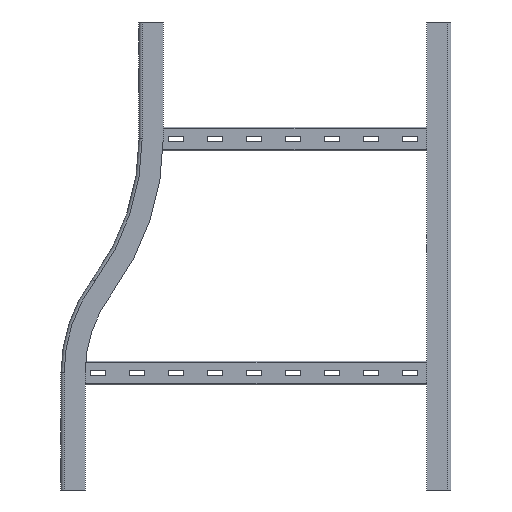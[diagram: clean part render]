
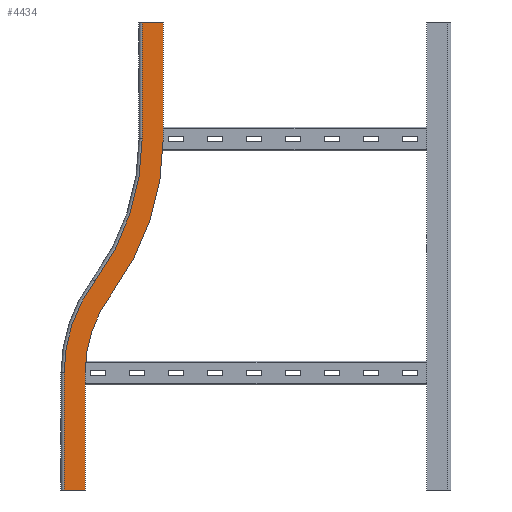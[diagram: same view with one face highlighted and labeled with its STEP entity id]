
A CAD part, front view. The second image highlights one B-rep face of the part: STEP entity #4434.
In plain terms, the highlighted planar face has unit normal (0, -1, 0).
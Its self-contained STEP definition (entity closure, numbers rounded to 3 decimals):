
#134=CIRCLE('',#4778,196.);
#135=CIRCLE('',#4780,169.);
#156=CIRCLE('',#4811,304.);
#157=CIRCLE('',#4813,331.);
#318=FACE_OUTER_BOUND('',#583,.T.);
#583=EDGE_LOOP('',(#3204,#3205,#3206,#3207,#3208,#3209,#3210,#3211,#3212,
#3213));
#864=LINE('',#6488,#1393);
#866=LINE('',#6494,#1395);
#879=LINE('',#6607,#1408);
#933=LINE('',#6721,#1462);
#934=LINE('',#6723,#1463);
#935=LINE('',#6724,#1464);
#1393=VECTOR('',#5199,10.);
#1395=VECTOR('',#5203,10.);
#1408=VECTOR('',#5350,10.);
#1462=VECTOR('',#5464,10.);
#1463=VECTOR('',#5465,10.);
#1464=VECTOR('',#5466,10.);
#1919=VERTEX_POINT('',#6484);
#1920=VERTEX_POINT('',#6486);
#1922=VERTEX_POINT('',#6491);
#1923=VERTEX_POINT('',#6493);
#1938=VERTEX_POINT('',#6543);
#1940=VERTEX_POINT('',#6548);
#1954=VERTEX_POINT('',#6597);
#1956=VERTEX_POINT('',#6602);
#1986=VERTEX_POINT('',#6717);
#1987=VERTEX_POINT('',#6722);
#2318=EDGE_CURVE('',#1919,#1920,#864,.T.);
#2320=EDGE_CURVE('',#1922,#1923,#866,.T.);
#2346=EDGE_CURVE('',#1938,#1919,#134,.T.);
#2348=EDGE_CURVE('',#1940,#1922,#135,.T.);
#2373=EDGE_CURVE('',#1954,#1938,#156,.T.);
#2375=EDGE_CURVE('',#1956,#1940,#157,.T.);
#2377=EDGE_CURVE('',#1923,#1920,#879,.T.);
#2437=EDGE_CURVE('',#1954,#1986,#933,.T.);
#2438=EDGE_CURVE('',#1987,#1956,#934,.T.);
#2439=EDGE_CURVE('',#1986,#1987,#935,.T.);
#3204=ORIENTED_EDGE('',*,*,#2437,.F.);
#3205=ORIENTED_EDGE('',*,*,#2373,.T.);
#3206=ORIENTED_EDGE('',*,*,#2346,.T.);
#3207=ORIENTED_EDGE('',*,*,#2318,.T.);
#3208=ORIENTED_EDGE('',*,*,#2377,.F.);
#3209=ORIENTED_EDGE('',*,*,#2320,.F.);
#3210=ORIENTED_EDGE('',*,*,#2348,.F.);
#3211=ORIENTED_EDGE('',*,*,#2375,.F.);
#3212=ORIENTED_EDGE('',*,*,#2438,.F.);
#3213=ORIENTED_EDGE('',*,*,#2439,.F.);
#4198=PLANE('',#4845);
#4434=ADVANCED_FACE('',(#318),#4198,.F.);
#4778=AXIS2_PLACEMENT_3D('',#6545,#5268,#5269);
#4780=AXIS2_PLACEMENT_3D('',#6550,#5273,#5274);
#4811=AXIS2_PLACEMENT_3D('',#6599,#5339,#5340);
#4813=AXIS2_PLACEMENT_3D('',#6604,#5344,#5345);
#4845=AXIS2_PLACEMENT_3D('',#6720,#5462,#5463);
#5199=DIRECTION('',(0.,0.,-1.));
#5203=DIRECTION('',(0.,0.,-1.));
#5268=DIRECTION('center_axis',(0.,-1.,0.));
#5269=DIRECTION('ref_axis',(-0.8,0.,0.6));
#5273=DIRECTION('center_axis',(0.,-1.,0.));
#5274=DIRECTION('ref_axis',(-0.8,0.,0.6));
#5339=DIRECTION('center_axis',(0.,1.,0.));
#5340=DIRECTION('ref_axis',(1.,0.,0.));
#5344=DIRECTION('center_axis',(0.,1.,0.));
#5345=DIRECTION('ref_axis',(1.,0.,0.));
#5350=DIRECTION('',(-1.,0.,0.));
#5462=DIRECTION('center_axis',(0.,1.,0.));
#5463=DIRECTION('ref_axis',(0.,0.,1.));
#5464=DIRECTION('',(0.,0.,1.));
#5465=DIRECTION('',(0.,0.,-1.));
#5466=DIRECTION('',(1.,0.,0.));
#6484=CARTESIAN_POINT('',(-127.,0.,-300.));
#6486=CARTESIAN_POINT('',(-127.,0.,-450.));
#6488=CARTESIAN_POINT('',(-127.,0.,-300.));
#6491=CARTESIAN_POINT('',(-100.,0.,-300.));
#6493=CARTESIAN_POINT('',(-100.,0.,-450.));
#6494=CARTESIAN_POINT('',(-100.,0.,-300.));
#6543=CARTESIAN_POINT('',(-87.8,0.,-182.4));
#6545=CARTESIAN_POINT('Origin',(69.,0.,-300.));
#6548=CARTESIAN_POINT('',(-66.2,0.,-198.6));
#6550=CARTESIAN_POINT('Origin',(69.,0.,-300.));
#6597=CARTESIAN_POINT('',(-27.,0.,0.));
#6599=CARTESIAN_POINT('Origin',(-331.,0.,0.));
#6602=CARTESIAN_POINT('',(0.,0.,0.));
#6604=CARTESIAN_POINT('Origin',(-331.,0.,0.));
#6607=CARTESIAN_POINT('',(-100.,0.,-450.));
#6717=CARTESIAN_POINT('',(-27.,0.,150.));
#6720=CARTESIAN_POINT('Origin',(-45.786,0.,
75.));
#6721=CARTESIAN_POINT('',(-27.,0.,75.));
#6722=CARTESIAN_POINT('',(0.,0.,150.));
#6723=CARTESIAN_POINT('',(0.,0.,0.));
#6724=CARTESIAN_POINT('',(0.,0.,150.));
